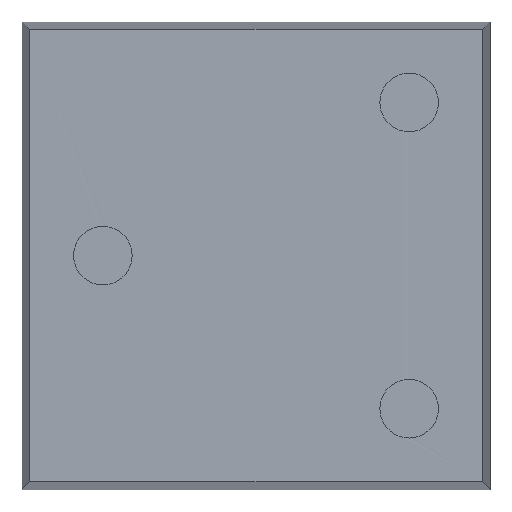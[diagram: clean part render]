
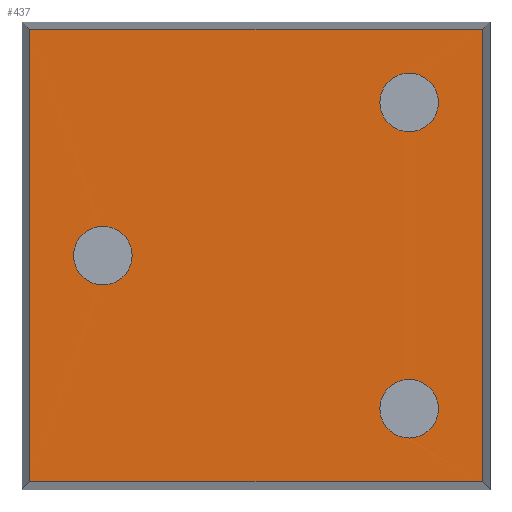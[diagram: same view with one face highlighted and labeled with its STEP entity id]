
A CAD part, top view. The second image highlights one B-rep face of the part: STEP entity #437.
In plain terms, the highlighted planar face has unit normal (0, 0, 1).
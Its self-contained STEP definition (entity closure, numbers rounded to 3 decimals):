
#38=FACE_BOUND('',#99,.T.);
#39=FACE_BOUND('',#100,.T.);
#40=FACE_BOUND('',#101,.T.);
#44=CIRCLE('',#481,0.2);
#45=CIRCLE('',#482,0.2);
#46=CIRCLE('',#483,0.2);
#47=CIRCLE('',#484,0.2);
#48=CIRCLE('',#485,0.2);
#49=CIRCLE('',#486,0.2);
#62=FACE_OUTER_BOUND('',#98,.T.);
#98=EDGE_LOOP('',(#302,#303,#304,#305));
#99=EDGE_LOOP('',(#306,#307));
#100=EDGE_LOOP('',(#308,#309));
#101=EDGE_LOOP('',(#310,#311));
#140=LINE('',#684,#176);
#141=LINE('',#686,#177);
#142=LINE('',#688,#178);
#143=LINE('',#689,#179);
#176=VECTOR('',#538,3.092);
#177=VECTOR('',#539,3.092);
#178=VECTOR('',#540,3.092);
#179=VECTOR('',#541,3.092);
#212=VERTEX_POINT('',#682);
#213=VERTEX_POINT('',#683);
#214=VERTEX_POINT('',#685);
#215=VERTEX_POINT('',#687);
#216=VERTEX_POINT('',#690);
#217=VERTEX_POINT('',#691);
#218=VERTEX_POINT('',#694);
#219=VERTEX_POINT('',#695);
#220=VERTEX_POINT('',#698);
#221=VERTEX_POINT('',#699);
#248=EDGE_CURVE('',#212,#213,#140,.T.);
#249=EDGE_CURVE('',#213,#214,#141,.T.);
#250=EDGE_CURVE('',#214,#215,#142,.T.);
#251=EDGE_CURVE('',#215,#212,#143,.T.);
#252=EDGE_CURVE('',#216,#217,#44,.T.);
#253=EDGE_CURVE('',#217,#216,#45,.T.);
#254=EDGE_CURVE('',#218,#219,#46,.T.);
#255=EDGE_CURVE('',#219,#218,#47,.T.);
#256=EDGE_CURVE('',#220,#221,#48,.T.);
#257=EDGE_CURVE('',#221,#220,#49,.T.);
#302=ORIENTED_EDGE('',*,*,#248,.T.);
#303=ORIENTED_EDGE('',*,*,#249,.T.);
#304=ORIENTED_EDGE('',*,*,#250,.T.);
#305=ORIENTED_EDGE('',*,*,#251,.T.);
#306=ORIENTED_EDGE('',*,*,#252,.T.);
#307=ORIENTED_EDGE('',*,*,#253,.T.);
#308=ORIENTED_EDGE('',*,*,#254,.T.);
#309=ORIENTED_EDGE('',*,*,#255,.T.);
#310=ORIENTED_EDGE('',*,*,#256,.T.);
#311=ORIENTED_EDGE('',*,*,#257,.T.);
#410=PLANE('',#480);
#437=ADVANCED_FACE('',(#62,#38,#39,#40),#410,.T.);
#480=AXIS2_PLACEMENT_3D('',#681,#536,#537);
#481=AXIS2_PLACEMENT_3D('',#692,#542,#543);
#482=AXIS2_PLACEMENT_3D('',#693,#544,#545);
#483=AXIS2_PLACEMENT_3D('',#696,#546,#547);
#484=AXIS2_PLACEMENT_3D('',#697,#548,#549);
#485=AXIS2_PLACEMENT_3D('',#700,#550,#551);
#486=AXIS2_PLACEMENT_3D('',#701,#552,#553);
#536=DIRECTION('center_axis',(0.,0.,1.));
#537=DIRECTION('ref_axis',(0.,-1.,0.));
#538=DIRECTION('',(0.,-1.,0.));
#539=DIRECTION('',(1.,0.,0.));
#540=DIRECTION('',(0.,1.,0.));
#541=DIRECTION('',(-1.,0.,0.));
#542=DIRECTION('center_axis',(0.,0.,-1.));
#543=DIRECTION('ref_axis',(0.,-1.,0.));
#544=DIRECTION('center_axis',(0.,0.,-1.));
#545=DIRECTION('ref_axis',(0.,-1.,0.));
#546=DIRECTION('center_axis',(0.,0.,-1.));
#547=DIRECTION('ref_axis',(0.,-1.,0.));
#548=DIRECTION('center_axis',(0.,0.,-1.));
#549=DIRECTION('ref_axis',(0.,-1.,0.));
#550=DIRECTION('center_axis',(0.,0.,-1.));
#551=DIRECTION('ref_axis',(0.,-1.,0.));
#552=DIRECTION('center_axis',(0.,0.,-1.));
#553=DIRECTION('ref_axis',(0.,-1.,0.));
#681=CARTESIAN_POINT('Origin',(1.6,-1.6,1.55));
#682=CARTESIAN_POINT('',(-1.546,1.546,1.55));
#683=CARTESIAN_POINT('',(-1.546,-1.546,1.55));
#684=CARTESIAN_POINT('',(-1.546,-1.6,1.55));
#685=CARTESIAN_POINT('',(1.546,-1.546,1.55));
#686=CARTESIAN_POINT('',(1.6,-1.546,1.55));
#687=CARTESIAN_POINT('',(1.546,1.546,1.55));
#688=CARTESIAN_POINT('',(1.546,-1.6,1.55));
#689=CARTESIAN_POINT('',(1.6,1.546,1.55));
#690=CARTESIAN_POINT('',(-1.046,0.2,1.55));
#691=CARTESIAN_POINT('',(-1.046,-0.2,1.55));
#692=CARTESIAN_POINT('Origin',(-1.046,0.,
1.55));
#693=CARTESIAN_POINT('Origin',(-1.046,0.,
1.55));
#694=CARTESIAN_POINT('',(1.046,1.246,1.55));
#695=CARTESIAN_POINT('',(1.046,0.846,1.55));
#696=CARTESIAN_POINT('Origin',(1.046,1.046,1.55));
#697=CARTESIAN_POINT('Origin',(1.046,1.046,1.55));
#698=CARTESIAN_POINT('',(1.046,-0.846,1.55));
#699=CARTESIAN_POINT('',(1.046,-1.246,1.55));
#700=CARTESIAN_POINT('Origin',(1.046,-1.046,1.55));
#701=CARTESIAN_POINT('Origin',(1.046,-1.046,1.55));
